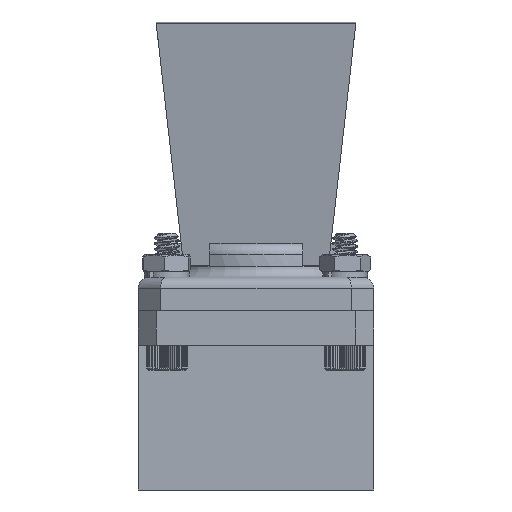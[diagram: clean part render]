
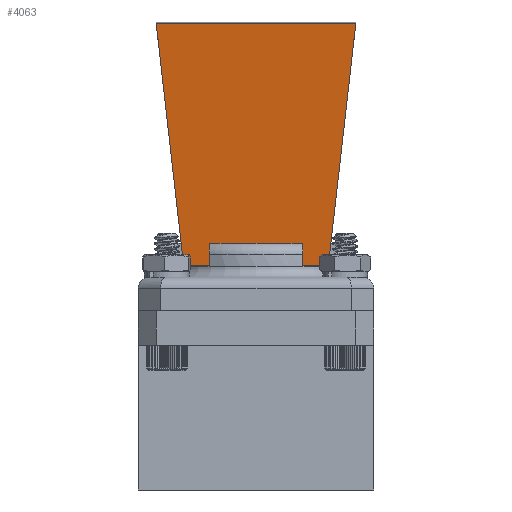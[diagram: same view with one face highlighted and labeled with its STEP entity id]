
A CAD part, front view. The second image highlights one B-rep face of the part: STEP entity #4063.
In plain terms, the highlighted face is planar.
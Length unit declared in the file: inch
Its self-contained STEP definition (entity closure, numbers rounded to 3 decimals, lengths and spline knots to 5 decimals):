
#661 = DIRECTION ( 'NONE',  ( 0., 0.134, -0.991 ) ) ;
#728 = CARTESIAN_POINT ( 'NONE',  ( -0.4034, 0.25, 0.21807 ) ) ;
#1134 = VERTEX_POINT ( 'NONE', #6291 ) ;
#1598 = DIRECTION ( 'NONE',  ( 0.112, -0.985, -0.134 ) ) ;
#1719 = EDGE_CURVE ( 'NONE', #8982, #1134, #4400, .T. ) ;
#1765 = CARTESIAN_POINT ( 'NONE',  ( -0.55666, 1.60352, 0.40169 ) ) ;
#1886 = EDGE_CURVE ( 'NONE', #21852, #2648, #12125, .T. ) ;
#2095 = PLANE ( 'NONE',  #5551 ) ;
#2446 = CARTESIAN_POINT ( 'NONE',  ( 1.86692, 1.60352, 0.40169 ) ) ;
#2523 = EDGE_CURVE ( 'NONE', #22841, #8982, #23266, .T. ) ;
#2538 = CARTESIAN_POINT ( 'NONE',  ( -0.26, 0.25, 0.21807 ) ) ;
#2648 = VERTEX_POINT ( 'NONE', #1765 ) ;
#3251 = VERTEX_POINT ( 'NONE', #16936 ) ;
#3338 = CARTESIAN_POINT ( 'NONE',  ( 1.86692, 0.25, 0.21807 ) ) ;
#4063 = ADVANCED_FACE ( 'NONE', ( #13244 ), #2095, .F. ) ;
#4306 = DIRECTION ( 'NONE',  ( 1., 0., 0. ) ) ;
#4400 = LINE ( 'NONE', #20672, #14957 ) ;
#5171 = ORIENTED_EDGE ( 'NONE', *, *, #8651, .F. ) ;
#5551 = AXIS2_PLACEMENT_3D ( 'NONE', #2446, #661, #17027 ) ;
#6055 = DIRECTION ( 'NONE',  ( 0., 0.991, 0.134 ) ) ;
#6291 = CARTESIAN_POINT ( 'NONE',  ( 0.26, 0.375, 0.23503 ) ) ;
#6651 = LINE ( 'NONE', #16029, #12622 ) ;
#7236 = VECTOR ( 'NONE', #20588, 39.37008 ) ;
#7687 = LINE ( 'NONE', #13152, #17137 ) ;
#7889 = VERTEX_POINT ( 'NONE', #728 ) ;
#8187 = ORIENTED_EDGE ( 'NONE', *, *, #22812, .T. ) ;
#8651 = EDGE_CURVE ( 'NONE', #13642, #7889, #9908, .T. ) ;
#8672 = DIRECTION ( 'NONE',  ( 0., -0.991, -0.134 ) ) ;
#8982 = VERTEX_POINT ( 'NONE', #20560 ) ;
#9908 = LINE ( 'NONE', #22363, #7236 ) ;
#10136 = LINE ( 'NONE', #11453, #22827 ) ;
#10339 = CARTESIAN_POINT ( 'NONE',  ( 1.86692, 1.60352, 0.40169 ) ) ;
#10624 = EDGE_CURVE ( 'NONE', #3251, #1134, #10136, .T. ) ;
#11066 = EDGE_CURVE ( 'NONE', #3251, #13642, #6651, .T. ) ;
#11268 = EDGE_LOOP ( 'NONE', ( #5171, #12949, #14348, #20687, #21760, #11672, #22015, #8187 ) ) ;
#11453 = CARTESIAN_POINT ( 'NONE',  ( -0.89842, 0.375, 0.23503 ) ) ;
#11672 = ORIENTED_EDGE ( 'NONE', *, *, #12817, .F. ) ;
#12125 = LINE ( 'NONE', #10339, #20275 ) ;
#12410 = LINE ( 'NONE', #21425, #18809 ) ;
#12622 = VECTOR ( 'NONE', #8672, 39.37008 ) ;
#12817 = EDGE_CURVE ( 'NONE', #21852, #22841, #7687, .T. ) ;
#12949 = ORIENTED_EDGE ( 'NONE', *, *, #11066, .F. ) ;
#13152 = CARTESIAN_POINT ( 'NONE',  ( 0.57295, 1.74739, 0.42121 ) ) ;
#13244 = FACE_OUTER_BOUND ( 'NONE', #11268, .T. ) ;
#13642 = VERTEX_POINT ( 'NONE', #2538 ) ;
#14260 = DIRECTION ( 'NONE',  ( -1., 0., 0. ) ) ;
#14348 = ORIENTED_EDGE ( 'NONE', *, *, #10624, .T. ) ;
#14957 = VECTOR ( 'NONE', #6055, 39.37008 ) ;
#16029 = CARTESIAN_POINT ( 'NONE',  ( -0.26, 0.33352, 0.2294 ) ) ;
#16936 = CARTESIAN_POINT ( 'NONE',  ( -0.26, 0.375, 0.23503 ) ) ;
#17027 = DIRECTION ( 'NONE',  ( 0., 0.991, 0.134 ) ) ;
#17137 = VECTOR ( 'NONE', #18493, 39.37008 ) ;
#17576 = DIRECTION ( 'NONE',  ( -1., 0., 0. ) ) ;
#18493 = DIRECTION ( 'NONE',  ( -0.112, -0.985, -0.134 ) ) ;
#18809 = VECTOR ( 'NONE', #1598, 39.37008 ) ;
#19145 = VECTOR ( 'NONE', #14260, 39.37008 ) ;
#20229 = CARTESIAN_POINT ( 'NONE',  ( 0.4034, 0.25, 0.21807 ) ) ;
#20275 = VECTOR ( 'NONE', #17576, 39.37008 ) ;
#20399 = CARTESIAN_POINT ( 'NONE',  ( 0.55666, 1.60352, 0.40169 ) ) ;
#20560 = CARTESIAN_POINT ( 'NONE',  ( 0.26, 0.25, 0.21807 ) ) ;
#20588 = DIRECTION ( 'NONE',  ( -1., 0., 0. ) ) ;
#20672 = CARTESIAN_POINT ( 'NONE',  ( 0.26, 0.33352, 0.2294 ) ) ;
#20687 = ORIENTED_EDGE ( 'NONE', *, *, #1719, .F. ) ;
#21425 = CARTESIAN_POINT ( 'NONE',  ( -0.57295, 1.74739, 0.42121 ) ) ;
#21760 = ORIENTED_EDGE ( 'NONE', *, *, #2523, .F. ) ;
#21852 = VERTEX_POINT ( 'NONE', #20399 ) ;
#22015 = ORIENTED_EDGE ( 'NONE', *, *, #1886, .T. ) ;
#22363 = CARTESIAN_POINT ( 'NONE',  ( 1.86692, 0.25, 0.21807 ) ) ;
#22812 = EDGE_CURVE ( 'NONE', #2648, #7889, #12410, .T. ) ;
#22827 = VECTOR ( 'NONE', #4306, 39.37008 ) ;
#22841 = VERTEX_POINT ( 'NONE', #20229 ) ;
#23266 = LINE ( 'NONE', #3338, #19145 ) ;
